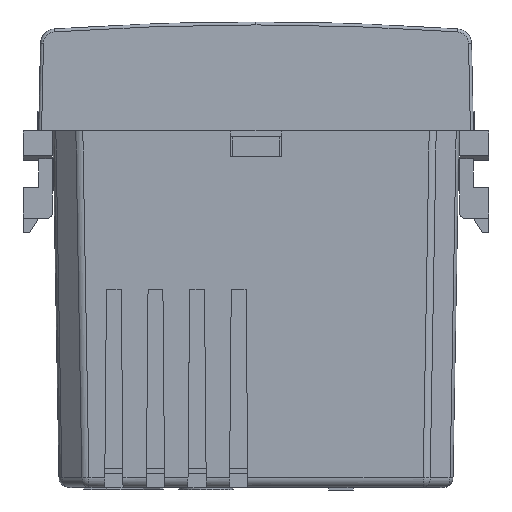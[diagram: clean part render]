
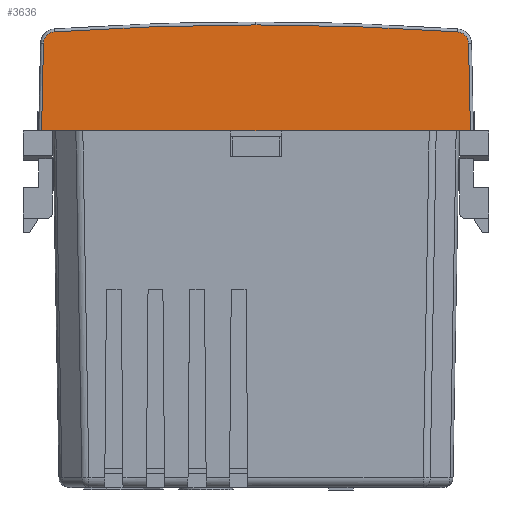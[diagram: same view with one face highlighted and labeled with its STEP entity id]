
A CAD part, left-side view. The second image highlights one B-rep face of the part: STEP entity #3636.
In plain terms, the highlighted planar face has unit normal (-1, 0, 0.018).
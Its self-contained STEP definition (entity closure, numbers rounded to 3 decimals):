
#1244 =( BOUNDED_CURVE ( )  B_SPLINE_CURVE ( 3, ( #23175, #6917, #21250, #13888 ),
 .UNSPECIFIED., .F., .F. ) 
 B_SPLINE_CURVE_WITH_KNOTS ( ( 4, 4 ),
 ( 0.069, 1.549 ),
 .UNSPECIFIED. ) 
 CURVE ( )  GEOMETRIC_REPRESENTATION_ITEM ( )  RATIONAL_B_SPLINE_CURVE ( ( 1., 0.826, 0.826, 1. ) ) 
 REPRESENTATION_ITEM ( '' )  );
#1678 = EDGE_LOOP ( 'NONE', ( #10791, #13183, #15148, #18445, #9353, #9726, #4586 ) ) ;
#1801 = CARTESIAN_POINT ( 'NONE',  ( -32.684, -21.443, 9.489 ) ) ;
#1833 = CARTESIAN_POINT ( 'NONE',  ( -32.696, -21.457, 8.835 ) ) ;
#2213 = CARTESIAN_POINT ( 'NONE',  ( -32.676, -20.992, 9.962 ) ) ;
#2786 = EDGE_CURVE ( 'NONE', #16037, #27358, #5349, .T. ) ;
#2840 = CARTESIAN_POINT ( 'NONE',  ( -32.663, 6.787, 10.705 ) ) ;
#3636 = ADVANCED_FACE ( 'NONE', ( #19476 ), #21563, .T. ) ;
#3695 = CARTESIAN_POINT ( 'NONE',  ( -32.663, 0., 10.705 ) ) ;
#3796 = CARTESIAN_POINT ( 'NONE',  ( -32.675, -20.34, 10.006 ) ) ;
#4170 = CARTESIAN_POINT ( 'NONE',  ( -32.675, -20.34, 10.006 ) ) ;
#4586 = ORIENTED_EDGE ( 'NONE', *, *, #12632, .T. ) ;
#5214 = EDGE_CURVE ( 'NONE', #22153, #22569, #18978, .T. ) ;
#5349 = LINE ( 'NONE', #19237, #11895 ) ;
#5604 = CARTESIAN_POINT ( 'NONE',  ( -32.85, -21.95, 0. ) ) ;
#6042 = EDGE_CURVE ( 'NONE', #8963, #24140, #1244, .T. ) ;
#6917 = CARTESIAN_POINT ( 'NONE',  ( -32.676, 20.992, 9.962 ) ) ;
#7016 = VECTOR ( 'NONE', #26249, 1000. ) ;
#8963 = VERTEX_POINT ( 'NONE', #23229 ) ;
#9060 = CARTESIAN_POINT ( 'NONE',  ( -32.696, -21.457, 8.835 ) ) ;
#9353 = ORIENTED_EDGE ( 'NONE', *, *, #22890, .T. ) ;
#9726 = ORIENTED_EDGE ( 'NONE', *, *, #6042, .T. ) ;
#10290 = CARTESIAN_POINT ( 'NONE',  ( -32.663, 0., 10.705 ) ) ;
#10723 = CARTESIAN_POINT ( 'NONE',  ( -32.663, 0., 10.705 ) ) ;
#10791 = ORIENTED_EDGE ( 'NONE', *, *, #22943, .T. ) ;
#10840 = CARTESIAN_POINT ( 'NONE',  ( -32.675, -20.34, 10.006 ) ) ;
#11895 = VECTOR ( 'NONE', #12308, 1000. ) ;
#12083 = DIRECTION ( 'NONE',  ( -0.017, 0.022, -1. ) ) ;
#12191 = CARTESIAN_POINT ( 'NONE',  ( -32.85, -21.95, 0. ) ) ;
#12308 = DIRECTION ( 'NONE',  ( 0.017, 0.022, 1. ) ) ;
#12425 =( BOUNDED_CURVE ( )  B_SPLINE_CURVE ( 3, ( #10290, #2840, #24003, #12618 ),
 .UNSPECIFIED., .F., .F. ) 
 B_SPLINE_CURVE_WITH_KNOTS ( ( 4, 4 ),
 ( 0., 0.069 ),
 .UNSPECIFIED. ) 
 CURVE ( )  GEOMETRIC_REPRESENTATION_ITEM ( )  RATIONAL_B_SPLINE_CURVE ( ( 1., 1., 1., 1. ) ) 
 REPRESENTATION_ITEM ( '' )  );
#12618 = CARTESIAN_POINT ( 'NONE',  ( -32.675, 20.34, 10.006 ) ) ;
#12632 = EDGE_CURVE ( 'NONE', #24140, #26530, #21092, .T. ) ;
#13170 = LINE ( 'NONE', #5604, #7016 ) ;
#13183 = ORIENTED_EDGE ( 'NONE', *, *, #2786, .T. ) ;
#13411 = VECTOR ( 'NONE', #12083, 1000. ) ;
#13888 = CARTESIAN_POINT ( 'NONE',  ( -32.696, 21.457, 8.835 ) ) ;
#15148 = ORIENTED_EDGE ( 'NONE', *, *, #27959, .T. ) ;
#16037 = VERTEX_POINT ( 'NONE', #20358 ) ;
#16364 = CARTESIAN_POINT ( 'NONE',  ( -32.833, 21.629, 0.951 ) ) ;
#17753 = CARTESIAN_POINT ( 'NONE',  ( -32.663, -6.787, 10.705 ) ) ;
#18230 = AXIS2_PLACEMENT_3D ( 'NONE', #12191, #19305, #28458 ) ;
#18445 = ORIENTED_EDGE ( 'NONE', *, *, #5214, .T. ) ;
#18978 =( BOUNDED_CURVE ( )  B_SPLINE_CURVE ( 3, ( #10840, #29325, #17753, #3695 ),
 .UNSPECIFIED., .F., .F. ) 
 B_SPLINE_CURVE_WITH_KNOTS ( ( 4, 4 ),
 ( 6.214, 6.283 ),
 .UNSPECIFIED. ) 
 CURVE ( )  GEOMETRIC_REPRESENTATION_ITEM ( )  RATIONAL_B_SPLINE_CURVE ( ( 1., 1., 1., 1. ) ) 
 REPRESENTATION_ITEM ( '' )  );
#19237 = CARTESIAN_POINT ( 'NONE',  ( -32.85, -21.65, -0.007 ) ) ;
#19305 = DIRECTION ( 'NONE',  ( -1., 0., 0.017 ) ) ;
#19476 = FACE_OUTER_BOUND ( 'NONE', #1678, .T. ) ;
#20358 = CARTESIAN_POINT ( 'NONE',  ( -32.85, -21.65, 0. ) ) ;
#21092 = LINE ( 'NONE', #16364, #13411 ) ;
#21250 = CARTESIAN_POINT ( 'NONE',  ( -32.684, 21.443, 9.489 ) ) ;
#21563 = PLANE ( 'NONE',  #18230 ) ;
#22153 = VERTEX_POINT ( 'NONE', #3796 ) ;
#22569 = VERTEX_POINT ( 'NONE', #10723 ) ;
#22890 = EDGE_CURVE ( 'NONE', #22569, #8963, #12425, .T. ) ;
#22943 = EDGE_CURVE ( 'NONE', #26530, #16037, #13170, .T. ) ;
#23175 = CARTESIAN_POINT ( 'NONE',  ( -32.675, 20.34, 10.006 ) ) ;
#23229 = CARTESIAN_POINT ( 'NONE',  ( -32.675, 20.34, 10.006 ) ) ;
#24003 = CARTESIAN_POINT ( 'NONE',  ( -32.667, 13.569, 10.472 ) ) ;
#24140 = VERTEX_POINT ( 'NONE', #24840 ) ;
#24840 = CARTESIAN_POINT ( 'NONE',  ( -32.696, 21.457, 8.835 ) ) ;
#26249 = DIRECTION ( 'NONE',  ( 0., -1., 0. ) ) ;
#26530 = VERTEX_POINT ( 'NONE', #26623 ) ;
#26623 = CARTESIAN_POINT ( 'NONE',  ( -32.85, 21.65, 0. ) ) ;
#27358 = VERTEX_POINT ( 'NONE', #1833 ) ;
#27959 = EDGE_CURVE ( 'NONE', #27358, #22153, #28656, .T. ) ;
#28458 = DIRECTION ( 'NONE',  ( 0.017, 0., 1. ) ) ;
#28656 =( BOUNDED_CURVE ( )  B_SPLINE_CURVE ( 3, ( #9060, #1801, #2213, #4170 ),
 .UNSPECIFIED., .F., .F. ) 
 B_SPLINE_CURVE_WITH_KNOTS ( ( 4, 4 ),
 ( 4.734, 6.214 ),
 .UNSPECIFIED. ) 
 CURVE ( )  GEOMETRIC_REPRESENTATION_ITEM ( )  RATIONAL_B_SPLINE_CURVE ( ( 1., 0.826, 0.826, 1. ) ) 
 REPRESENTATION_ITEM ( '' )  );
#29325 = CARTESIAN_POINT ( 'NONE',  ( -32.667, -13.569, 10.472 ) ) ;
